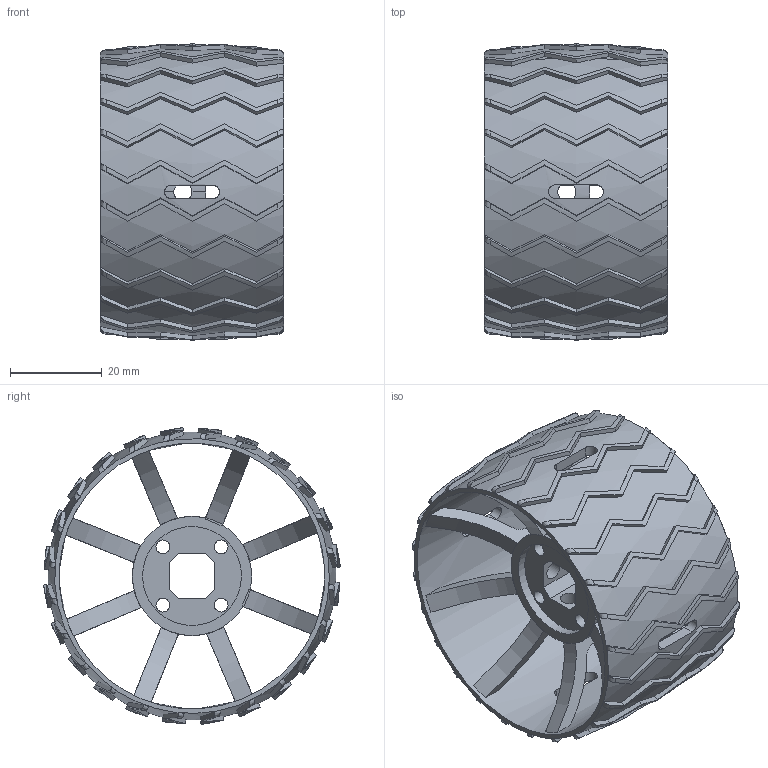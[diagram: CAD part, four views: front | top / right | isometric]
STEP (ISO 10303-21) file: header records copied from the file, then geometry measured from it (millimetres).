
FILE_DESCRIPTION(/* description */ (''),/* implementation_level */ '2;1');
FILE_NAME(/* name */ 'Wheel_0',/* time_stamp */ '2025-04-22T15:02:31+03:00',/* author */ (''),/* organization */ (''),/* preprocessor_version */ 'ST-DEVELOPER v16.5',/* originating_system */ 'Rhino 7.23',/* authorisation */ '');
FILE_SCHEMA (('CONFIG_CONTROL_DESIGN'));
Length unit declared in the file: millimetre
Products named in the file (1): Document
Bounding box: 40 x 64.74 x 64.74 mm (x, y, z)
Volume: 23374 mm3; surface area: 24568.5 mm2
Topology: 1 solids, 1 shells, 516 faces, 1483 edges, 976 vertices
Faces by surface type: plane 363, bspline 126, cylinder 27
Full cylindrical faces by diameter (mm): 3 x4, 4 x4, 21.579 x1, 58.034 x1
Entity records: 22034 total; most frequent: CARTESIAN_POINT 12321, ORIENTED_EDGE 2966, EDGE_CURVE 1483, B_SPLINE_CURVE_WITH_KNOTS 1316, VERTEX_POINT 976, EDGE_LOOP 581, ADVANCED_FACE 516, FACE_OUTER_BOUND 516
